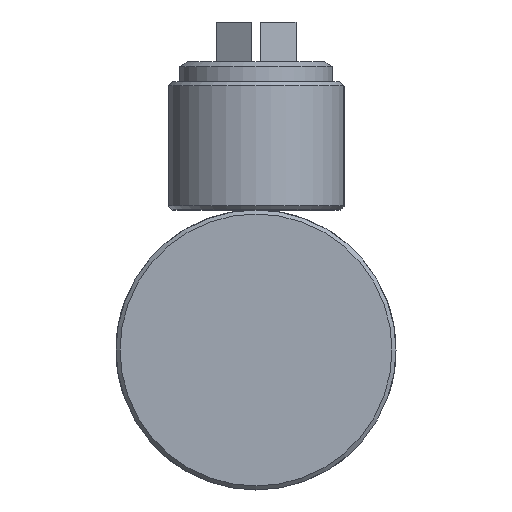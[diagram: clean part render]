
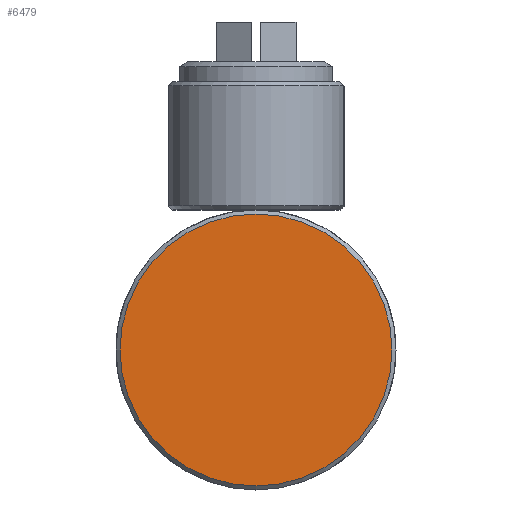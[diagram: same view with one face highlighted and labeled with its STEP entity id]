
A CAD part, left-side view. The second image highlights one B-rep face of the part: STEP entity #6479.
In plain terms, the highlighted planar face has unit normal (-1, 0, 0).
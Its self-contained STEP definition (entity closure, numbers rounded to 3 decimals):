
#245 = DIRECTION ( 'NONE',  ( 0., 0., 1. ) ) ;
#653 = DIRECTION ( 'NONE',  ( -1., 0., 0. ) ) ;
#1215 = VERTEX_POINT ( 'NONE', #3611 ) ;
#1611 = CARTESIAN_POINT ( 'NONE',  ( -28., 0., 0. ) ) ;
#2216 = DIRECTION ( 'NONE',  ( 0., 0., 1. ) ) ;
#3072 = PLANE ( 'NONE',  #4692 ) ;
#3611 = CARTESIAN_POINT ( 'NONE',  ( -28., 0., 17. ) ) ;
#4176 = AXIS2_PLACEMENT_3D ( 'NONE', #1611, #5881, #2216 ) ;
#4692 = AXIS2_PLACEMENT_3D ( 'NONE', #6176, #653, #245 ) ;
#5881 = DIRECTION ( 'NONE',  ( -1., 0., 0. ) ) ;
#6057 = FACE_OUTER_BOUND ( 'NONE', #7424, .T. ) ;
#6176 = CARTESIAN_POINT ( 'NONE',  ( -28., 0., 17. ) ) ;
#6308 = ORIENTED_EDGE ( 'NONE', *, *, #6915, .T. ) ;
#6479 = ADVANCED_FACE ( 'NONE', ( #6057 ), #3072, .T. ) ;
#6915 = EDGE_CURVE ( 'NONE', #1215, #1215, #6964, .T. ) ;
#6964 = CIRCLE ( 'NONE', #4176, 17. ) ;
#7424 = EDGE_LOOP ( 'NONE', ( #6308 ) ) ;
